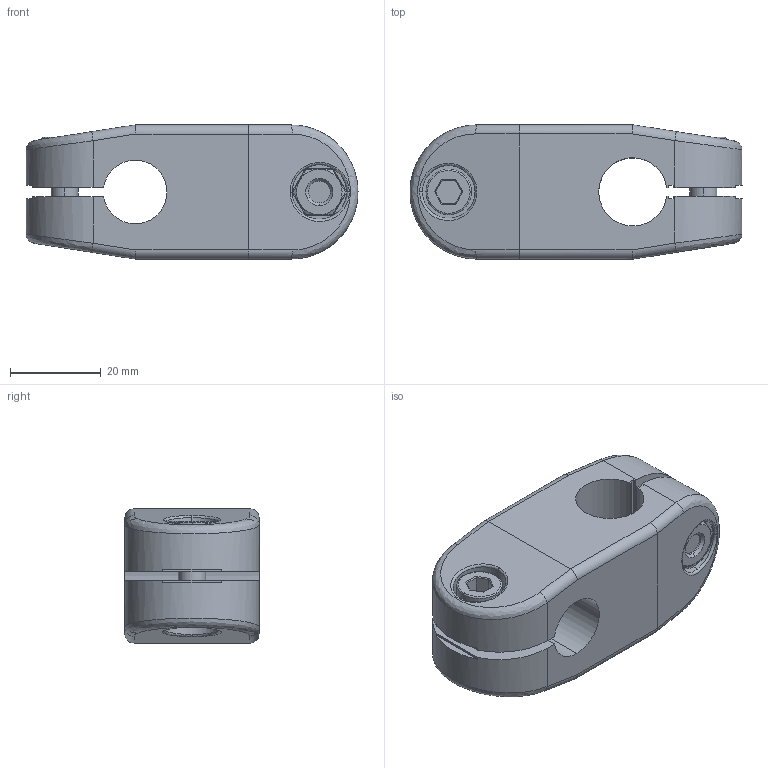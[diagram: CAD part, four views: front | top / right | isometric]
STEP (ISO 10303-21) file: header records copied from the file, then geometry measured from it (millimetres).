
FILE_DESCRIPTION (( 'STEP AP214' ), '1' );
FILE_NAME ('644345C7-01C7-49A7-936C-70F6E11470CB.STEP', '2023-08-01T12:19:08', ( '' ), ( '' ), 'SwSTEP 2.0', 'SolidWorks 2022', '' );
FILE_SCHEMA (( 'AUTOMOTIVE_DESIGN' ));
Length unit declared in the file: millimetre
Products named in the file (1): 644345C7-01C7-49A7-936C-70F6E11470CB
Bounding box: 73 x 29.5 x 29.5 mm (x, y, z)
Volume: 41226.7 mm3; surface area: 14293.2 mm2
Topology: 1 solids, 1 shells, 198 faces, 462 edges, 282 vertices
Faces by surface type: plane 104, cylinder 48, cone 30, bspline 16
Entity records: 8133 total; most frequent: CARTESIAN_POINT 2930, ORIENTED_EDGE 924, DIRECTION 854, EDGE_CURVE 462, AXIS2_PLACEMENT_3D 311, VERTEX_POINT 282, VECTOR 232, LINE 232
